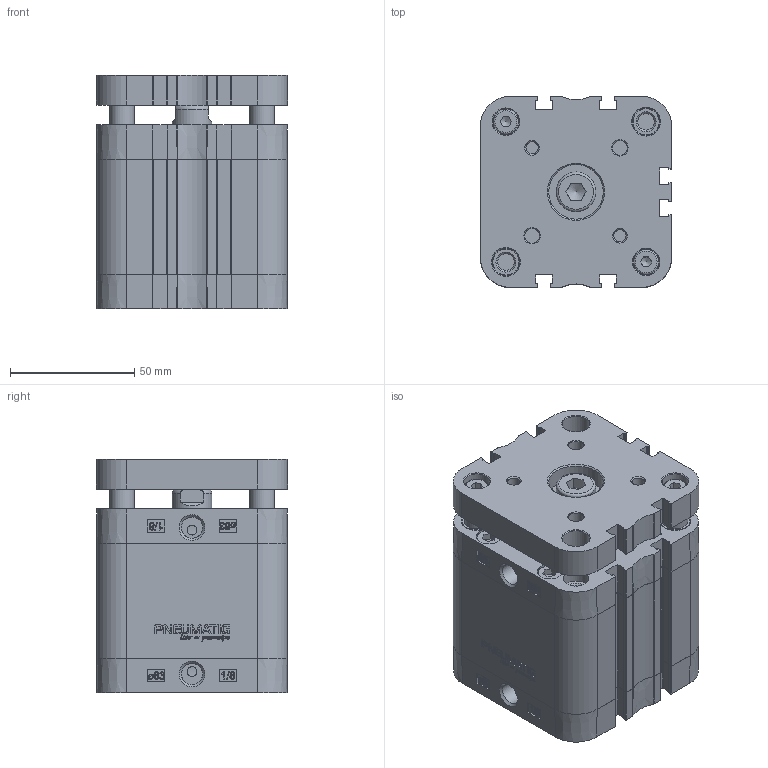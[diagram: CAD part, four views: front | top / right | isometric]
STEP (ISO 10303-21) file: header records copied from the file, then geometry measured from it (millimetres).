
FILE_DESCRIPTION(/* description */ (''),/* implementation_level */ '2;1');
FILE_NAME(/* name */ 'C-D-63-1000-A.stp',/* time_stamp */ '2015-10-28T14:53:13+01:00',/* author */ (''),/* organization */ (''),/* preprocessor_version */ 'ST-DEVELOPER v15.2',/* originating_system */ 'Autodesk Translator Framework v2.0.0.5431',/* authorisation */ '');
FILE_SCHEMA (('AUTOMOTIVE_DESIGN { 1 0 10303 214 3 1 1 }'));
Products named in the file (1): (Unsaved)
Bounding box: 77 x 77 x 94 mm (x, y, z)
Volume: 331429.4 mm3; surface area: 97346.4 mm2
Topology: 7 solids, 9 shells, 1758 faces, 4784 edges, 3141 vertices
Faces by surface type: bspline 777, plane 605, cylinder 278, cone 75, torus 23
Full cylindrical faces by diameter (mm): 4 x2, 4.917 x4, 6 x2, 6.647 x7, 7.1 x2, 8.376 x1, 8.566 x2, 9.8 x8, 10 x4, 10.3 x8, 10.5 x8, 11 x2, 12 x3, 16 x2, 16.54 x1, 17.7 x1, 18 x1, 20.32 x1, 20.5 x1, 22 x1, 63 x1
Entity records: 61326 total; most frequent: CARTESIAN_POINT 22476, ORIENTED_EDGE 9272, DIRECTION 5635, EDGE_CURVE 4616, VERTEX_POINT 3115, LINE 2357, VECTOR 2357, EDGE_LOOP 2025
